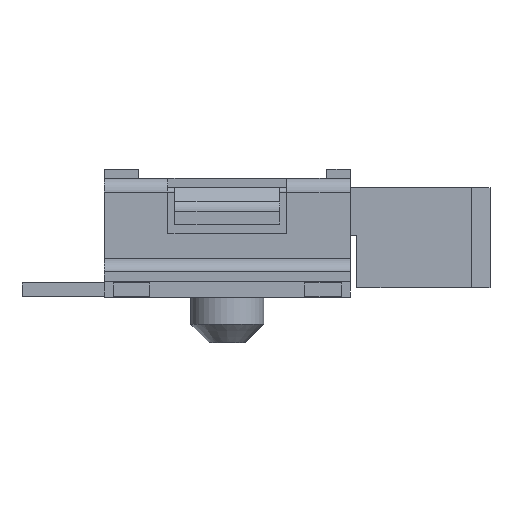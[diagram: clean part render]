
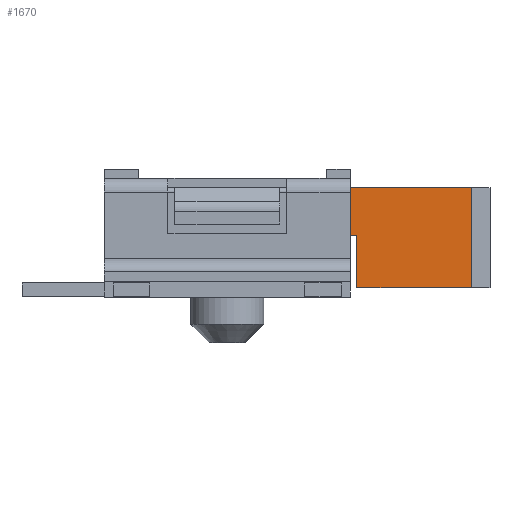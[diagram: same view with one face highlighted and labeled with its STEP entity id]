
A CAD part, left-side view. The second image highlights one B-rep face of the part: STEP entity #1670.
In plain terms, the highlighted planar face has unit normal (-1, 0, 0).
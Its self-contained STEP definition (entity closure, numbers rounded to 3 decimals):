
#44 = PLANE('',#45);
#45 = AXIS2_PLACEMENT_3D('',#46,#47,#48);
#46 = CARTESIAN_POINT('',(-0.75,-0.03,1.2));
#47 = DIRECTION('',(0.,0.,-1.));
#48 = DIRECTION('',(0.,1.,0.));
#100 = PLANE('',#101);
#101 = AXIS2_PLACEMENT_3D('',#102,#103,#104);
#102 = CARTESIAN_POINT('',(1.27,-2.88,0.1));
#103 = DIRECTION('',(0.,0.,-1.));
#104 = DIRECTION('',(0.,1.,0.));
#327 = PLANE('',#328);
#328 = AXIS2_PLACEMENT_3D('',#329,#330,#331);
#329 = CARTESIAN_POINT('',(1.27,-1.03,0.41));
#330 = DIRECTION('',(0.,-1.,0.));
#331 = DIRECTION('',(0.,0.,-1.));
#369 = VERTEX_POINT('',#370);
#370 = CARTESIAN_POINT('',(-1.395,-2.68,1.2));
#379 = PLANE('',#380);
#380 = AXIS2_PLACEMENT_3D('',#381,#382,#383);
#381 = CARTESIAN_POINT('',(-1.195,-2.88,1.03));
#382 = DIRECTION('',(-0.707,-0.707,0.
    ));
#383 = DIRECTION('',(0.,0.,1.));
#398 = EDGE_CURVE('',#399,#369,#401,.T.);
#399 = VERTEX_POINT('',#400);
#400 = CARTESIAN_POINT('',(-1.395,-2.68,0.1));
#401 = SURFACE_CURVE('',#402,(#406,#413),.PCURVE_S1.);
#402 = LINE('',#403,#404);
#403 = CARTESIAN_POINT('',(-1.395,-2.68,1.2));
#404 = VECTOR('',#405,1.);
#405 = DIRECTION('',(0.,0.,1.));
#406 = PCURVE('',#379,#407);
#407 = DEFINITIONAL_REPRESENTATION('',(#408),#412);
#408 = LINE('',#409,#410);
#409 = CARTESIAN_POINT('',(0.17,0.283));
#410 = VECTOR('',#411,1.);
#411 = DIRECTION('',(1.,0.));
#412 = ( GEOMETRIC_REPRESENTATION_CONTEXT(2) 
PARAMETRIC_REPRESENTATION_CONTEXT() REPRESENTATION_CONTEXT('2D SPACE',''
  ) );
#413 = PCURVE('',#414,#419);
#414 = PLANE('',#415);
#415 = AXIS2_PLACEMENT_3D('',#416,#417,#418);
#416 = CARTESIAN_POINT('',(-1.395,-2.88,1.5));
#417 = DIRECTION('',(1.,0.,0.));
#418 = DIRECTION('',(0.,-1.,0.));
#419 = DEFINITIONAL_REPRESENTATION('',(#420),#424);
#420 = LINE('',#421,#422);
#421 = CARTESIAN_POINT('',(-0.2,0.3));
#422 = VECTOR('',#423,1.);
#423 = DIRECTION('',(0.,-1.));
#424 = ( GEOMETRIC_REPRESENTATION_CONTEXT(2) 
PARAMETRIC_REPRESENTATION_CONTEXT() REPRESENTATION_CONTEXT('2D SPACE',''
  ) );
#732 = VERTEX_POINT('',#733);
#733 = CARTESIAN_POINT('',(-1.395,-1.03,1.2));
#754 = EDGE_CURVE('',#369,#732,#755,.T.);
#755 = SURFACE_CURVE('',#756,(#760,#767),.PCURVE_S1.);
#756 = LINE('',#757,#758);
#757 = CARTESIAN_POINT('',(-1.395,-2.88,1.2));
#758 = VECTOR('',#759,1.);
#759 = DIRECTION('',(0.,1.,0.));
#760 = PCURVE('',#44,#761);
#761 = DEFINITIONAL_REPRESENTATION('',(#762),#766);
#762 = LINE('',#763,#764);
#763 = CARTESIAN_POINT('',(-2.85,-0.645));
#764 = VECTOR('',#765,1.);
#765 = DIRECTION('',(1.,0.));
#766 = ( GEOMETRIC_REPRESENTATION_CONTEXT(2) 
PARAMETRIC_REPRESENTATION_CONTEXT() REPRESENTATION_CONTEXT('2D SPACE',''
  ) );
#767 = PCURVE('',#414,#768);
#768 = DEFINITIONAL_REPRESENTATION('',(#769),#773);
#769 = LINE('',#770,#771);
#770 = CARTESIAN_POINT('',(0.,0.3));
#771 = VECTOR('',#772,1.);
#772 = DIRECTION('',(-1.,0.));
#773 = ( GEOMETRIC_REPRESENTATION_CONTEXT(2) 
PARAMETRIC_REPRESENTATION_CONTEXT() REPRESENTATION_CONTEXT('2D SPACE',''
  ) );
#1670 = ADVANCED_FACE('',(#1671),#414,.F.);
#1671 = FACE_BOUND('',#1672,.T.);
#1672 = EDGE_LOOP('',(#1673,#1696,#1697,#1698,#1721,#1749));
#1673 = ORIENTED_EDGE('',*,*,#1674,.T.);
#1674 = EDGE_CURVE('',#1675,#399,#1677,.T.);
#1675 = VERTEX_POINT('',#1676);
#1676 = CARTESIAN_POINT('',(-1.395,-1.42,0.1));
#1677 = SURFACE_CURVE('',#1678,(#1682,#1689),.PCURVE_S1.);
#1678 = LINE('',#1679,#1680);
#1679 = CARTESIAN_POINT('',(-1.395,-2.88,0.1));
#1680 = VECTOR('',#1681,1.);
#1681 = DIRECTION('',(0.,-1.,0.));
#1682 = PCURVE('',#414,#1683);
#1683 = DEFINITIONAL_REPRESENTATION('',(#1684),#1688);
#1684 = LINE('',#1685,#1686);
#1685 = CARTESIAN_POINT('',(0.,1.4));
#1686 = VECTOR('',#1687,1.);
#1687 = DIRECTION('',(1.,0.));
#1688 = ( GEOMETRIC_REPRESENTATION_CONTEXT(2) 
PARAMETRIC_REPRESENTATION_CONTEXT() REPRESENTATION_CONTEXT('2D SPACE',''
  ) );
#1689 = PCURVE('',#100,#1690);
#1690 = DEFINITIONAL_REPRESENTATION('',(#1691),#1695);
#1691 = LINE('',#1692,#1693);
#1692 = CARTESIAN_POINT('',(-0.,-2.665));
#1693 = VECTOR('',#1694,1.);
#1694 = DIRECTION('',(-1.,0.));
#1695 = ( GEOMETRIC_REPRESENTATION_CONTEXT(2) 
PARAMETRIC_REPRESENTATION_CONTEXT() REPRESENTATION_CONTEXT('2D SPACE',''
  ) );
#1696 = ORIENTED_EDGE('',*,*,#398,.T.);
#1697 = ORIENTED_EDGE('',*,*,#754,.T.);
#1698 = ORIENTED_EDGE('',*,*,#1699,.T.);
#1699 = EDGE_CURVE('',#732,#1700,#1702,.T.);
#1700 = VERTEX_POINT('',#1701);
#1701 = CARTESIAN_POINT('',(-1.395,-1.03,0.68));
#1702 = SURFACE_CURVE('',#1703,(#1707,#1714),.PCURVE_S1.);
#1703 = LINE('',#1704,#1705);
#1704 = CARTESIAN_POINT('',(-1.395,-1.03,1.5));
#1705 = VECTOR('',#1706,1.);
#1706 = DIRECTION('',(0.,0.,-1.));
#1707 = PCURVE('',#414,#1708);
#1708 = DEFINITIONAL_REPRESENTATION('',(#1709),#1713);
#1709 = LINE('',#1710,#1711);
#1710 = CARTESIAN_POINT('',(-1.85,0.));
#1711 = VECTOR('',#1712,1.);
#1712 = DIRECTION('',(0.,1.));
#1713 = ( GEOMETRIC_REPRESENTATION_CONTEXT(2) 
PARAMETRIC_REPRESENTATION_CONTEXT() REPRESENTATION_CONTEXT('2D SPACE',''
  ) );
#1714 = PCURVE('',#327,#1715);
#1715 = DEFINITIONAL_REPRESENTATION('',(#1716),#1720);
#1716 = LINE('',#1717,#1718);
#1717 = CARTESIAN_POINT('',(-1.09,-2.665));
#1718 = VECTOR('',#1719,1.);
#1719 = DIRECTION('',(1.,0.));
#1720 = ( GEOMETRIC_REPRESENTATION_CONTEXT(2) 
PARAMETRIC_REPRESENTATION_CONTEXT() REPRESENTATION_CONTEXT('2D SPACE',''
  ) );
#1721 = ORIENTED_EDGE('',*,*,#1722,.T.);
#1722 = EDGE_CURVE('',#1700,#1723,#1725,.T.);
#1723 = VERTEX_POINT('',#1724);
#1724 = CARTESIAN_POINT('',(-1.395,-1.42,0.68));
#1725 = SURFACE_CURVE('',#1726,(#1730,#1737),.PCURVE_S1.);
#1726 = LINE('',#1727,#1728);
#1727 = CARTESIAN_POINT('',(-1.395,-1.42,0.68));
#1728 = VECTOR('',#1729,1.);
#1729 = DIRECTION('',(0.,-1.,0.));
#1730 = PCURVE('',#414,#1731);
#1731 = DEFINITIONAL_REPRESENTATION('',(#1732),#1736);
#1732 = LINE('',#1733,#1734);
#1733 = CARTESIAN_POINT('',(-1.46,0.82));
#1734 = VECTOR('',#1735,1.);
#1735 = DIRECTION('',(1.,0.));
#1736 = ( GEOMETRIC_REPRESENTATION_CONTEXT(2) 
PARAMETRIC_REPRESENTATION_CONTEXT() REPRESENTATION_CONTEXT('2D SPACE',''
  ) );
#1737 = PCURVE('',#1738,#1743);
#1738 = PLANE('',#1739);
#1739 = AXIS2_PLACEMENT_3D('',#1740,#1741,#1742);
#1740 = CARTESIAN_POINT('',(1.27,-1.42,0.68));
#1741 = DIRECTION('',(0.,0.,-1.));
#1742 = DIRECTION('',(0.,1.,0.));
#1743 = DEFINITIONAL_REPRESENTATION('',(#1744),#1748);
#1744 = LINE('',#1745,#1746);
#1745 = CARTESIAN_POINT('',(-0.,-2.665));
#1746 = VECTOR('',#1747,1.);
#1747 = DIRECTION('',(-1.,0.));
#1748 = ( GEOMETRIC_REPRESENTATION_CONTEXT(2) 
PARAMETRIC_REPRESENTATION_CONTEXT() REPRESENTATION_CONTEXT('2D SPACE',''
  ) );
#1749 = ORIENTED_EDGE('',*,*,#1750,.T.);
#1750 = EDGE_CURVE('',#1723,#1675,#1751,.T.);
#1751 = SURFACE_CURVE('',#1752,(#1756,#1763),.PCURVE_S1.);
#1752 = LINE('',#1753,#1754);
#1753 = CARTESIAN_POINT('',(-1.395,-1.42,0.1));
#1754 = VECTOR('',#1755,1.);
#1755 = DIRECTION('',(0.,0.,-1.));
#1756 = PCURVE('',#414,#1757);
#1757 = DEFINITIONAL_REPRESENTATION('',(#1758),#1762);
#1758 = LINE('',#1759,#1760);
#1759 = CARTESIAN_POINT('',(-1.46,1.4));
#1760 = VECTOR('',#1761,1.);
#1761 = DIRECTION('',(0.,1.));
#1762 = ( GEOMETRIC_REPRESENTATION_CONTEXT(2) 
PARAMETRIC_REPRESENTATION_CONTEXT() REPRESENTATION_CONTEXT('2D SPACE',''
  ) );
#1763 = PCURVE('',#1764,#1769);
#1764 = PLANE('',#1765);
#1765 = AXIS2_PLACEMENT_3D('',#1766,#1767,#1768);
#1766 = CARTESIAN_POINT('',(1.27,-1.42,0.1));
#1767 = DIRECTION('',(0.,1.,0.));
#1768 = DIRECTION('',(0.,0.,1.));
#1769 = DEFINITIONAL_REPRESENTATION('',(#1770),#1774);
#1770 = LINE('',#1771,#1772);
#1771 = CARTESIAN_POINT('',(0.,-2.665));
#1772 = VECTOR('',#1773,1.);
#1773 = DIRECTION('',(-1.,0.));
#1774 = ( GEOMETRIC_REPRESENTATION_CONTEXT(2) 
PARAMETRIC_REPRESENTATION_CONTEXT() REPRESENTATION_CONTEXT('2D SPACE',''
  ) );
